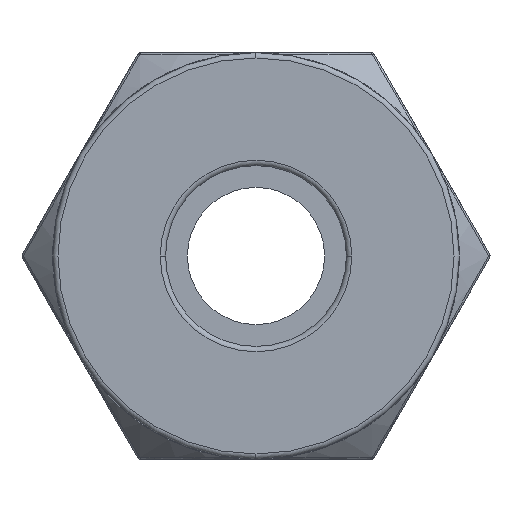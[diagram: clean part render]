
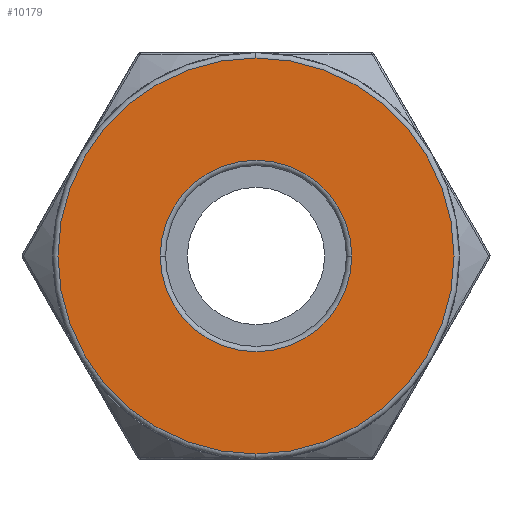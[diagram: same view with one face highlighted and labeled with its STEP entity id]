
A CAD part, left-side view. The second image highlights one B-rep face of the part: STEP entity #10179.
In plain terms, the highlighted face is planar.
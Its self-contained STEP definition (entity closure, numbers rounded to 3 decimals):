
#7549=CARTESIAN_POINT('',(0.,0.,0.));
#7550=DIRECTION('',(-1.,0.,0.));
#7551=DIRECTION('',(0.,1.,0.));
#7552=AXIS2_PLACEMENT_3D('',#7549,#7550,#7551);
#7554=CARTESIAN_POINT('',(0.,0.,0.));
#7555=DIRECTION('',(-1.,0.,0.));
#7556=DIRECTION('',(0.,-1.,0.));
#7557=AXIS2_PLACEMENT_3D('',#7554,#7555,#7556);
#7559=CARTESIAN_POINT('',(0.,0.,0.));
#7560=DIRECTION('',(1.,0.,0.));
#7561=DIRECTION('',(0.,0.,1.));
#7562=AXIS2_PLACEMENT_3D('',#7559,#7560,#7561);
#7564=CARTESIAN_POINT('',(0.,0.,0.));
#7565=DIRECTION('',(1.,0.,0.));
#7566=DIRECTION('',(0.,0.,-1.));
#7567=AXIS2_PLACEMENT_3D('',#7564,#7565,#7566);
#9989=CARTESIAN_POINT('',(0.,3.363,0.));
#9990=CARTESIAN_POINT('',(0.,-3.363,0.));
#9991=VERTEX_POINT('',#9989);
#9992=VERTEX_POINT('',#9990);
#10021=CARTESIAN_POINT('',(0.,0.,6.953));
#10022=CARTESIAN_POINT('',(0.,0.,-6.953));
#10023=VERTEX_POINT('',#10021);
#10024=VERTEX_POINT('',#10022);
#10162=CARTESIAN_POINT('',(0.,0.,0.));
#10163=DIRECTION('',(1.,0.,0.));
#10164=DIRECTION('',(0.,-1.,0.));
#10165=AXIS2_PLACEMENT_3D('',#10162,#10163,#10164);
#10166=PLANE('',#10165);
#10168=ORIENTED_EDGE('',*,*,#10167,.F.);
#10170=ORIENTED_EDGE('',*,*,#10169,.F.);
#10171=EDGE_LOOP('',(#10168,#10170));
#10172=FACE_OUTER_BOUND('',#10171,.F.);
#10174=ORIENTED_EDGE('',*,*,#10173,.F.);
#10176=ORIENTED_EDGE('',*,*,#10175,.F.);
#10177=EDGE_LOOP('',(#10174,#10176));
#10178=FACE_BOUND('',#10177,.F.);
#7553=CIRCLE('',#7552,3.363);
#7558=CIRCLE('',#7557,3.363);
#7563=CIRCLE('',#7562,6.953);
#7568=CIRCLE('',#7567,6.953);
#10167=EDGE_CURVE('',#10023,#10024,#7563,.T.);
#10169=EDGE_CURVE('',#10024,#10023,#7568,.T.);
#10173=EDGE_CURVE('',#9991,#9992,#7553,.T.);
#10175=EDGE_CURVE('',#9992,#9991,#7558,.T.);
#10179=ADVANCED_FACE('',(#10172,#10178),#10166,.T.);
